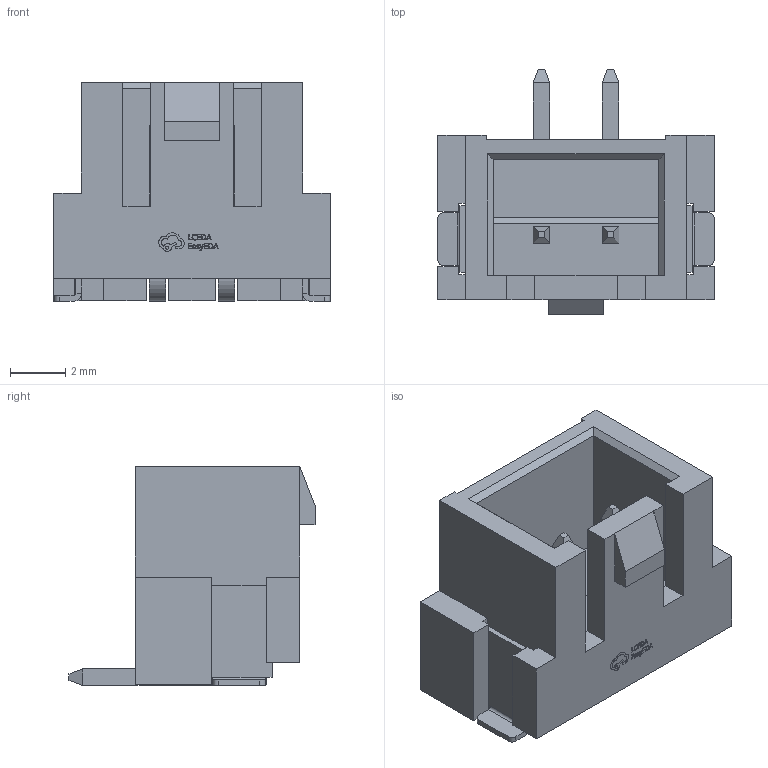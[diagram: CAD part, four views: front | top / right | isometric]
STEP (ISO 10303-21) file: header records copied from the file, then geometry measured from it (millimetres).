
FILE_DESCRIPTION (( 'STEP AP214' ), '1' );
FILE_NAME ('2.54-2PLTDK.STEP', '2025-11-27T10:45:03', ( '' ), ( '' ), 'SwSTEP 2.0', 'SolidWorks 2020', '' );
FILE_SCHEMA (( 'AUTOMOTIVE_DESIGN' ));
Length unit declared in the file: millimetre
Products named in the file (2): COMM-SMD_2P-P2.50_SHOUHAN_2.54-2PLTDK~CONN-SMD_2P-P2.50_SHOUHAN_2.54-2PLTDK~K4LE^U1~COMM-SMD_2P-P2.50_SHOUHAN_2.54-2PLTDK~CONN-SMD_2P-P2.50_SHOUHAN_2.54-2PLTDK~K4LE_3D_PCB1_2025-11-27(2)_3D_PCB~; 2.54-2PLTDK
Assembly tree (1 placements, depth 2):
  2.54-2PLTDK
    COMM-SMD_2P-P2.50_SHOUHAN_2.54-2PLTDK~CONN-SMD_2P-P2.50_SHOUHAN_2.54-2PLTDK~K4LE^U1~COMM-SMD_2P-P2.50_SHOUHAN_2.54-2PLTDK~CONN-SMD_2P-P2.50_SHOUHAN_2.54-2PLTDK~K4LE_3D_PCB1_2025-11-27(2)_3D_PCB~
Bounding box: 10 x 8.9 x 7.92 mm (x, y, z)
Volume: 230.3 mm3; surface area: 548.3 mm2
Topology: 14 solids, 14 shells, 434 faces, 1151 edges, 756 vertices
Faces by surface type: plane 310, bspline 112, cylinder 12
Entity records: 16063 total; most frequent: CARTESIAN_POINT 4449, ORIENTED_EDGE 2302, DIRECTION 1599, EDGE_CURVE 1151, LINE 899, VECTOR 899, VERTEX_POINT 756, EDGE_LOOP 457
